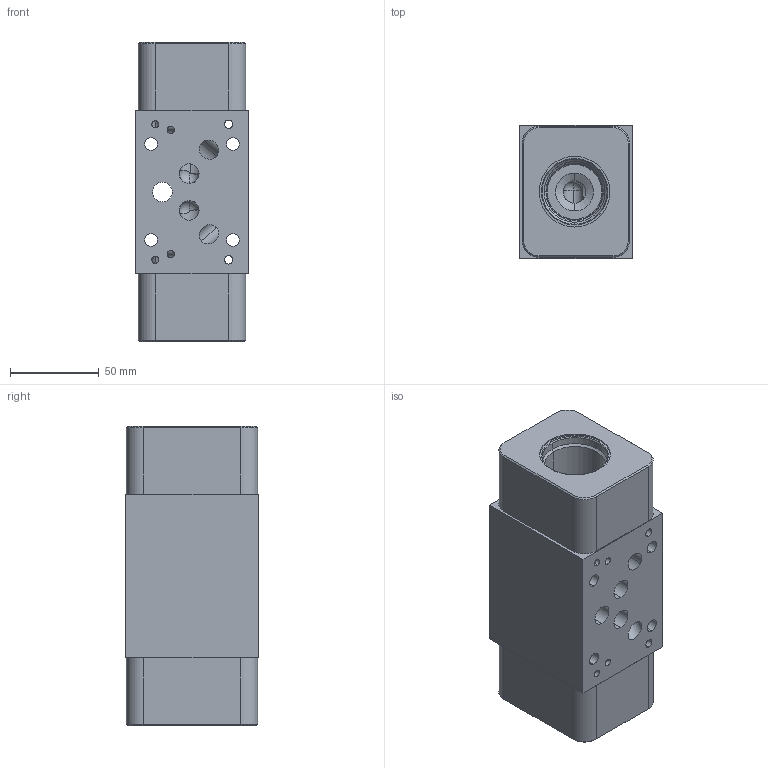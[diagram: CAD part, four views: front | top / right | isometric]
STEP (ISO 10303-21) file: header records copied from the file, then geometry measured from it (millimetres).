
FILE_DESCRIPTION((''),'2;1');
FILE_NAME('DJZ_PRT','2011-07-05T',('Administrator'),(''),'PRO/ENGINEER BY PARAMETRIC TECHNOLOGY CORPORATION, 2006240','PRO/ENGINEER BY PARAMETRIC TECHNOLOGY CORPORATION, 2006240','');
FILE_SCHEMA(('CONFIG_CONTROL_DESIGN'));
Length unit declared in the file: inch
Products named in the file (1): DJZ_PRT
Bounding box: 63.5 x 74.63 x 168.28 mm (x, y, z)
Volume: 595341.1 mm3; surface area: 92001.7 mm2
Topology: 1 solids, 1 shells, 158 faces, 424 edges, 269 vertices
Faces by surface type: cylinder 78, cone 38, plane 28, sphere 10, torus 4
Entity records: 5678 total; most frequent: CARTESIAN_POINT 1635, ORIENTED_EDGE 840, DIRECTION 833, EDGE_CURVE 420, AXIS2_PLACEMENT_3D 330, VERTEX_POINT 269, EDGE_LOOP 197, VECTOR 173
